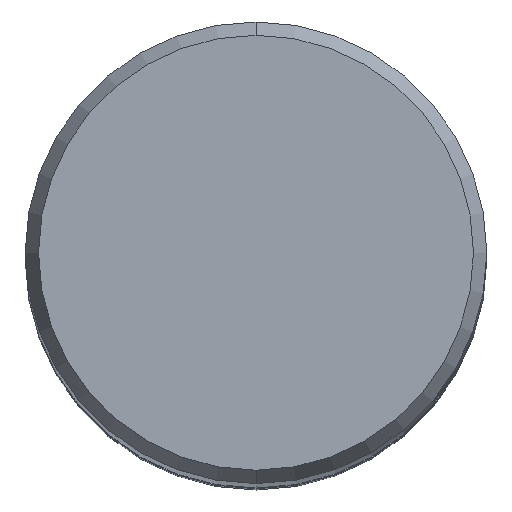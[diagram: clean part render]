
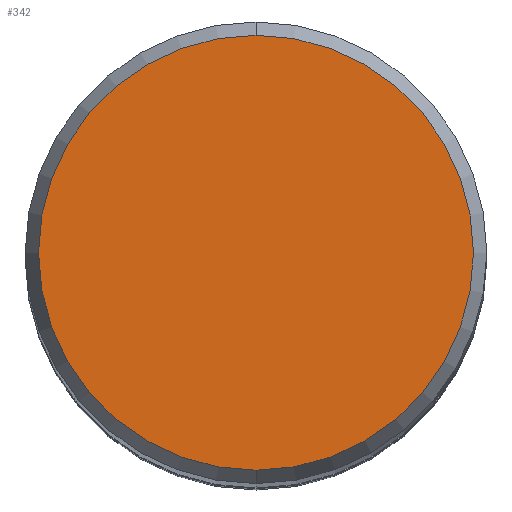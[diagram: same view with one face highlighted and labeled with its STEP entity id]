
A CAD part, top view. The second image highlights one B-rep face of the part: STEP entity #342.
In plain terms, the highlighted planar face has unit normal (0, 0, 1).
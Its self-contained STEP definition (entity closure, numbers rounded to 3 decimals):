
#216=EDGE_CURVE('',#432,#272,#529,.T.);
#272=VERTEX_POINT('',#593);
#342=ADVANCED_FACE('',(#671),#672,.T.);
#426=EDGE_CURVE('',#272,#432,#767,.T.);
#432=VERTEX_POINT('',#774);
#529=CIRCLE('',#906,7.479);
#593=CARTESIAN_POINT('',(0.,-7.479,0.0));
#671=FACE_OUTER_BOUND('',#1220,.T.);
#672=PLANE('',#1221);
#767=CIRCLE('',#1392,7.479);
#774=CARTESIAN_POINT('',(0.0,7.479,0.0));
#906=AXIS2_PLACEMENT_3D('',#1547,#1548,#1549);
#1220=EDGE_LOOP('',(#1721,#1722));
#1221=AXIS2_PLACEMENT_3D('',#1723,#1724,#1725);
#1392=AXIS2_PLACEMENT_3D('',#1838,#1839,#1840);
#1547=CARTESIAN_POINT('',(0.0,0.0,0.0));
#1548=DIRECTION('',(0.0,0.0,-1.0));
#1549=DIRECTION('',(0.0,1.0,0.0));
#1721=ORIENTED_EDGE('',*,*,#216,.F.);
#1722=ORIENTED_EDGE('',*,*,#426,.F.);
#1723=CARTESIAN_POINT('',(0.0,3.74,0.0));
#1724=DIRECTION('',(-0.0,0.0,1.0));
#1725=DIRECTION('',(0.0,-1.0,0.0));
#1838=CARTESIAN_POINT('',(0.0,0.0,0.0));
#1839=DIRECTION('',(0.0,0.0,-1.0));
#1840=DIRECTION('',(0.0,1.0,0.0));
